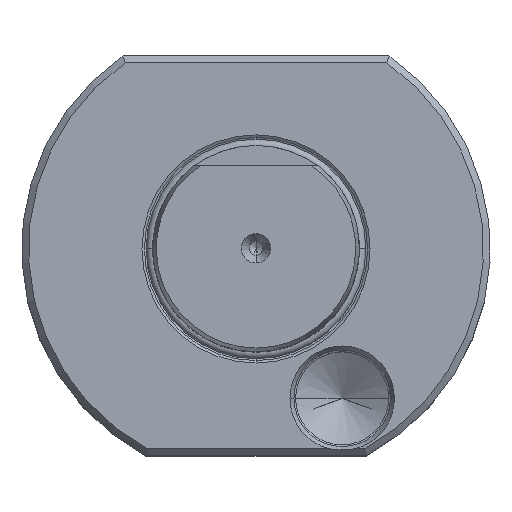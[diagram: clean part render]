
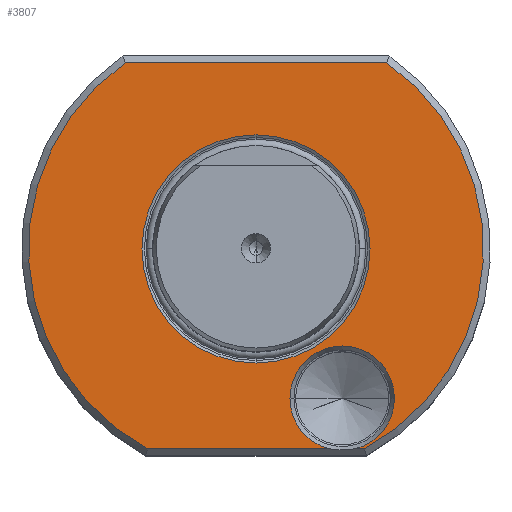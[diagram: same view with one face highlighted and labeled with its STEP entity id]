
A CAD part, top view. The second image highlights one B-rep face of the part: STEP entity #3807.
In plain terms, the highlighted planar face has unit normal (0, 0, 1).
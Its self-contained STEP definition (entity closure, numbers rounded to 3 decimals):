
#796=CARTESIAN_POINT('',(0,0,0.5));
#797=DIRECTION('',(0,0,1));
#798=DIRECTION('',(0,1,0));
#799=AXIS2_PLACEMENT_3D('',#796,#797,#798);
#801=CARTESIAN_POINT('',(0,0,0.5));
#802=DIRECTION('',(0,0,-1));
#803=DIRECTION('',(0,1,0));
#804=AXIS2_PLACEMENT_3D('',#801,#802,#803);
#806=DIRECTION('',(-1,0,0));
#807=VECTOR('',#806,37.947);
#808=CARTESIAN_POINT('',(18.974,27,0.5));
#809=LINE('',#808,#807);
#810=CARTESIAN_POINT('',(0,0,0.5));
#811=DIRECTION('',(0,0,1));
#812=DIRECTION('',(0.477,-0.879,0));
#813=AXIS2_PLACEMENT_3D('',#810,#811,#812);
#815=DIRECTION('',(1,0,0));
#816=VECTOR('',#815,1.403);
#817=CARTESIAN_POINT('',(14.345,-29,0.5));
#818=LINE('',#817,#816);
#819=CARTESIAN_POINT('',(12.5,-21.651,0.5));
#820=DIRECTION('',(0,0,1));
#821=DIRECTION('',(0.244,-0.97,0));
#822=AXIS2_PLACEMENT_3D('',#819,#820,#821);
#824=CARTESIAN_POINT('',(12.5,-21.651,0.5));
#825=DIRECTION('',(0,0,1));
#826=DIRECTION('',(1,0,0));
#827=AXIS2_PLACEMENT_3D('',#824,#825,#826);
#829=CARTESIAN_POINT('',(12.5,-21.651,0.5));
#830=DIRECTION('',(0,0,1));
#831=DIRECTION('',(-1,0,0));
#832=AXIS2_PLACEMENT_3D('',#829,#830,#831);
#834=DIRECTION('',(1,0,0));
#835=VECTOR('',#834,26.403);
#836=CARTESIAN_POINT('',(-15.748,-29,0.5));
#837=LINE('',#836,#835);
#838=CARTESIAN_POINT('',(0,0,0.5));
#839=DIRECTION('',(0,0,1));
#840=DIRECTION('',(-0.575,0.818,0));
#841=AXIS2_PLACEMENT_3D('',#838,#839,#840);
#843=CARTESIAN_POINT('',(-18.974,27,0.5));
#853=CARTESIAN_POINT('',(-15.748,-29,0.5));
#2333=CARTESIAN_POINT('',(18.974,27,0.5));
#2335=CARTESIAN_POINT('',(15.748,-29,0.5));
#2442=CARTESIAN_POINT('',(0,16.55,0.5));
#2444=VERTEX_POINT('',#2442);
#2448=CARTESIAN_POINT('',(0,-16.55,0.5));
#2450=VERTEX_POINT('',#2448);
#2646=CARTESIAN_POINT('',(20.078,-21.651,0.5));
#2647=CARTESIAN_POINT('',(4.923,-21.651,0.5));
#2648=VERTEX_POINT('',#2646);
#2649=VERTEX_POINT('',#2647);
#2728=VERTEX_POINT('',#843);
#2732=VERTEX_POINT('',#2333);
#2738=VERTEX_POINT('',#2335);
#2740=CARTESIAN_POINT('',(14.345,-29,0.5));
#2741=VERTEX_POINT('',#2740);
#2743=VERTEX_POINT('',#853);
#2744=CARTESIAN_POINT('',(10.655,-29,0.5));
#2745=VERTEX_POINT('',#2744);
#3780=CARTESIAN_POINT('',(0,0,0.5));
#3781=DIRECTION('',(0,0,-1));
#3782=DIRECTION('',(0,-1,0));
#3783=AXIS2_PLACEMENT_3D('',#3780,#3781,#3782);
#3784=PLANE('',#3783);
#3786=ORIENTED_EDGE('',*,*,#3785,.F.);
#3788=ORIENTED_EDGE('',*,*,#3787,.F.);
#3790=ORIENTED_EDGE('',*,*,#3789,.F.);
#3792=ORIENTED_EDGE('',*,*,#3791,.T.);
#3794=ORIENTED_EDGE('',*,*,#3793,.T.);
#3796=ORIENTED_EDGE('',*,*,#3795,.T.);
#3798=ORIENTED_EDGE('',*,*,#3797,.F.);
#3800=ORIENTED_EDGE('',*,*,#3799,.F.);
#3801=EDGE_LOOP('',(#3786,#3788,#3790,#3792,#3794,#3796,#3798,#3800));
#3802=FACE_OUTER_BOUND('',#3801,.F.);
#3803=ORIENTED_EDGE('',*,*,#3762,.T.);
#3804=ORIENTED_EDGE('',*,*,#3773,.F.);
#3805=EDGE_LOOP('',(#3803,#3804));
#3806=FACE_BOUND('',#3805,.F.);
#3807=ADVANCED_FACE('',(#3802,#3806),#3784,.F.);
#800=CIRCLE('',#799,16.55);
#805=CIRCLE('',#804,16.55);
#814=CIRCLE('',#813,33);
#823=CIRCLE('',#822,7.578);
#828=CIRCLE('',#827,7.578);
#833=CIRCLE('',#832,7.578);
#842=CIRCLE('',#841,33);
#3762=EDGE_CURVE('',#2444,#2450,#800,.T.);
#3773=EDGE_CURVE('',#2444,#2450,#805,.T.);
#3785=EDGE_CURVE('',#2732,#2728,#809,.T.);
#3787=EDGE_CURVE('',#2738,#2732,#814,.T.);
#3789=EDGE_CURVE('',#2741,#2738,#818,.T.);
#3791=EDGE_CURVE('',#2741,#2648,#823,.T.);
#3793=EDGE_CURVE('',#2648,#2649,#828,.T.);
#3795=EDGE_CURVE('',#2649,#2745,#833,.T.);
#3797=EDGE_CURVE('',#2743,#2745,#837,.T.);
#3799=EDGE_CURVE('',#2728,#2743,#842,.T.);
